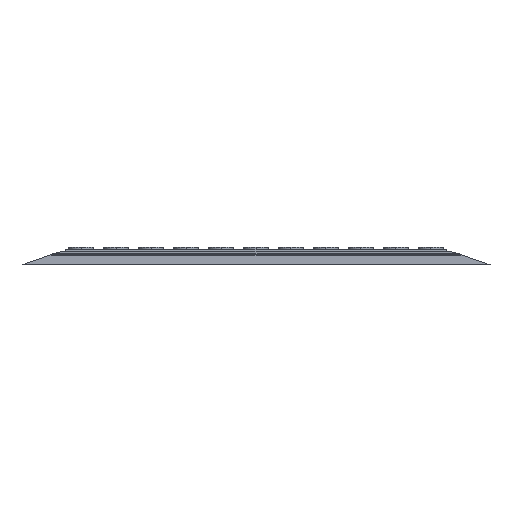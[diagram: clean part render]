
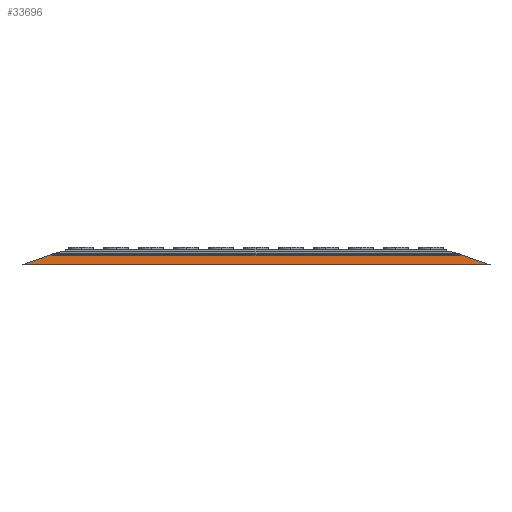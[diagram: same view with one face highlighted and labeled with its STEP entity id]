
A CAD part, front view. The second image highlights one B-rep face of the part: STEP entity #33696.
In plain terms, the highlighted planar face has unit normal (0, -0.331, 0.944).
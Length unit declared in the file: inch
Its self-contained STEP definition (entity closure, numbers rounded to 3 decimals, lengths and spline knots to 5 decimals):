
#4 = LINE ( 'NONE', #20562, #6515 ) ;
#247 = EDGE_CURVE ( 'NONE', #12918, #24655, #4, .T. ) ;
#1044 = VERTEX_POINT ( 'NONE', #33747 ) ;
#1068 = DIRECTION ( 'NONE',  ( -0.686, -0.686, -0.241 ) ) ;
#1754 = CARTESIAN_POINT ( 'NONE',  ( -6.48633, -18.48633, 0.31317 ) ) ;
#2818 = DIRECTION ( 'NONE',  ( 0., -0.943, -0.331 ) ) ;
#3037 = CARTESIAN_POINT ( 'NONE',  ( 7.37795, -19.37795, 0. ) ) ;
#6260 = LINE ( 'NONE', #27327, #8925 ) ;
#6515 = VECTOR ( 'NONE', #23841, 39.37008 ) ;
#6948 = EDGE_CURVE ( 'NONE', #24655, #1044, #6260, .T. ) ;
#8925 = VECTOR ( 'NONE', #1068, 39.37008 ) ;
#9182 = VERTEX_POINT ( 'NONE', #3037 ) ;
#9639 = DIRECTION ( 'NONE',  ( -0.686, 0.686, 0.241 ) ) ;
#9791 = ORIENTED_EDGE ( 'NONE', *, *, #6948, .T. ) ;
#9879 = VECTOR ( 'NONE', #9639, 39.37008 ) ;
#12918 = VERTEX_POINT ( 'NONE', #13525 ) ;
#12981 = FACE_OUTER_BOUND ( 'NONE', #15958, .T. ) ;
#13525 = CARTESIAN_POINT ( 'NONE',  ( 6.48633, -18.48633, 0.31317 ) ) ;
#15518 = ORIENTED_EDGE ( 'NONE', *, *, #247, .T. ) ;
#15958 = EDGE_LOOP ( 'NONE', ( #15518, #9791, #31702, #16770 ) ) ;
#16770 = ORIENTED_EDGE ( 'NONE', *, *, #32715, .T. ) ;
#16821 = DIRECTION ( 'NONE',  ( -1., 0., 0. ) ) ;
#16986 = LINE ( 'NONE', #32873, #17747 ) ;
#17747 = VECTOR ( 'NONE', #16821, 39.37008 ) ;
#18698 = DIRECTION ( 'NONE',  ( 0., -0.331, 0.943 ) ) ;
#20562 = CARTESIAN_POINT ( 'NONE',  ( 0., -18.48633, 0.31317 ) ) ;
#21801 = EDGE_CURVE ( 'NONE', #9182, #1044, #16986, .T. ) ;
#23707 = CARTESIAN_POINT ( 'NONE',  ( -7.46649, -18.48633, 0.31317 ) ) ;
#23841 = DIRECTION ( 'NONE',  ( -1., 0., 0. ) ) ;
#24655 = VERTEX_POINT ( 'NONE', #1754 ) ;
#25781 = PLANE ( 'NONE',  #33598 ) ;
#27327 = CARTESIAN_POINT ( 'NONE',  ( -6.48633, -18.48633, 0.31317 ) ) ;
#31702 = ORIENTED_EDGE ( 'NONE', *, *, #21801, .F. ) ;
#32715 = EDGE_CURVE ( 'NONE', #9182, #12918, #33818, .T. ) ;
#32873 = CARTESIAN_POINT ( 'NONE',  ( 0., -19.37795, 0. ) ) ;
#33300 = CARTESIAN_POINT ( 'NONE',  ( 7.37795, -19.37795, 0. ) ) ;
#33598 = AXIS2_PLACEMENT_3D ( 'NONE', #23707, #18698, #2818 ) ;
#33696 = ADVANCED_FACE ( 'NONE', ( #12981 ), #25781, .T. ) ;
#33747 = CARTESIAN_POINT ( 'NONE',  ( -7.37795, -19.37795, 0. ) ) ;
#33818 = LINE ( 'NONE', #33300, #9879 ) ;
